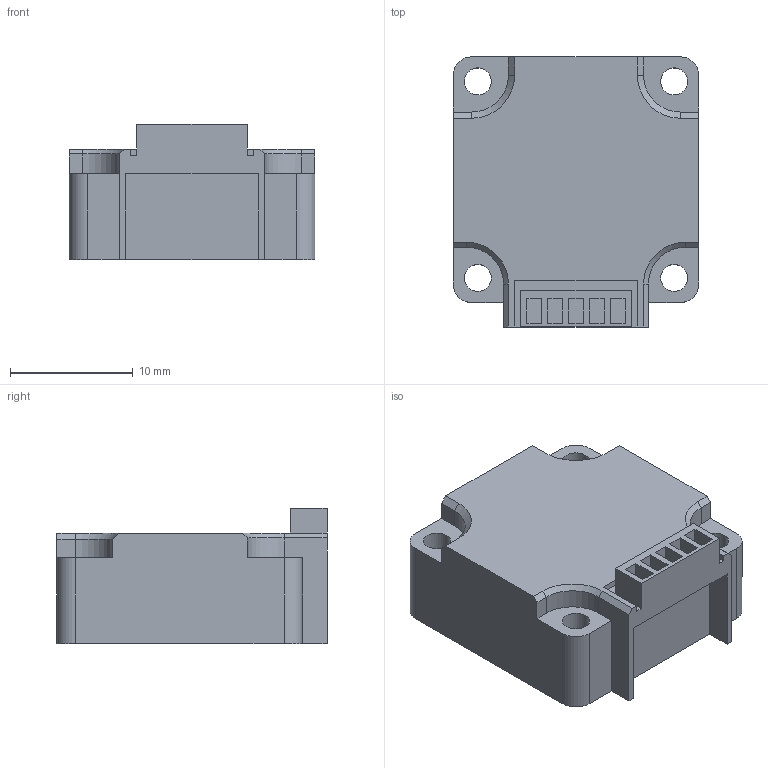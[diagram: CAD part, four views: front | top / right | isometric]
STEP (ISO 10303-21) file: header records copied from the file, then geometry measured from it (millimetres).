
FILE_DESCRIPTION(/* description */ (''),/* implementation_level */ '2;1');
FILE_NAME(/* name */ 'Endkappe_ST2018_A.ipt.step',/* time_stamp */ '2022-11-29T08:35:04+01:00',/* author */ ('Prakash Lab'),/* organization */ (''),/* preprocessor_version */ 'ST-DEVELOPER v18.1',/* originating_system */ 'Autodesk Inventor 2022',/* authorisation */ '');
FILE_SCHEMA (('AUTOMOTIVE_DESIGN { 1 0 10303 214 3 1 1 }'));
Length unit declared in the file: millimetre
Products named in the file (1): Endkappe_ST2018_A
Bounding box: 20 x 22 x 11 mm (x, y, z)
Volume: 3422.9 mm3; surface area: 1880.5 mm2
Topology: 1 solids, 1 shells, 81 faces, 214 edges, 140 vertices
Faces by surface type: plane 65, cylinder 12, cone 4
Full cylindrical faces by diameter (mm): 2.2 x4
Entity records: 2538 total; most frequent: CARTESIAN_POINT 436, ORIENTED_EDGE 428, DIRECTION 406, EDGE_CURVE 214, LINE 186, VECTOR 186, VERTEX_POINT 140, AXIS2_PLACEMENT_3D 110
